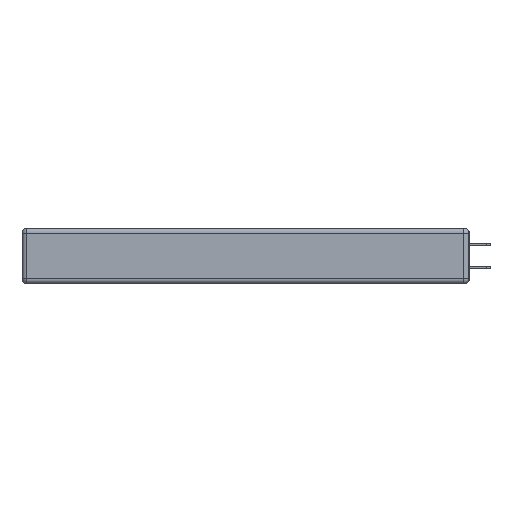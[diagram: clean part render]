
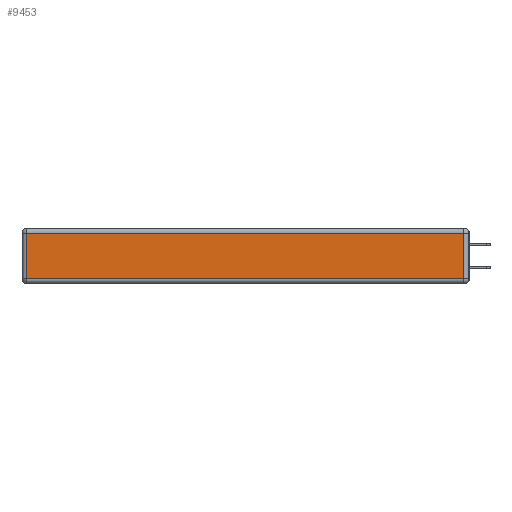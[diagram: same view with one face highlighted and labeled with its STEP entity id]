
A CAD part, left-side view. The second image highlights one B-rep face of the part: STEP entity #9453.
In plain terms, the highlighted planar face has unit normal (-1, 0, 0).
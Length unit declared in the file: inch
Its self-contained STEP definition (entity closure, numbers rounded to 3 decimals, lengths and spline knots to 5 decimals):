
#134 = ORIENTED_EDGE ( 'NONE', *, *, #28856, .T. ) ;
#628 = CARTESIAN_POINT ( 'NONE',  ( 0., 2.72, -0.03 ) ) ;
#2566 = DIRECTION ( 'NONE',  ( 0., 1., 0. ) ) ;
#4759 = VECTOR ( 'NONE', #26031, 39.37008 ) ;
#5651 = ORIENTED_EDGE ( 'NONE', *, *, #28737, .T. ) ;
#5821 = EDGE_LOOP ( 'NONE', ( #134, #21235, #5651, #27900 ) ) ;
#8550 = PLANE ( 'NONE',  #29777 ) ;
#9453 = ADVANCED_FACE ( 'NONE', ( #11056 ), #8550, .T. ) ;
#9875 = CARTESIAN_POINT ( 'NONE',  ( 0., 0., -0.313 ) ) ;
#9929 = VERTEX_POINT ( 'NONE', #26284 ) ;
#11056 = FACE_OUTER_BOUND ( 'NONE', #5821, .T. ) ;
#14836 = VERTEX_POINT ( 'NONE', #628 ) ;
#17030 = CARTESIAN_POINT ( 'NONE',  ( 0., 2.72, -0.343 ) ) ;
#17257 = VECTOR ( 'NONE', #26613, 39.37008 ) ;
#17354 = CARTESIAN_POINT ( 'NONE',  ( 0., 0.03, -0.343 ) ) ;
#17711 = CARTESIAN_POINT ( 'NONE',  ( 0., 0.03, -0.313 ) ) ;
#18006 = EDGE_CURVE ( 'NONE', #21328, #9929, #23411, .T. ) ;
#19978 = DIRECTION ( 'NONE',  ( -1., 0., 0. ) ) ;
#21019 = CARTESIAN_POINT ( 'NONE',  ( 0., 2.75, -0.03 ) ) ;
#21229 = VECTOR ( 'NONE', #21491, 39.37008 ) ;
#21235 = ORIENTED_EDGE ( 'NONE', *, *, #18006, .T. ) ;
#21328 = VERTEX_POINT ( 'NONE', #17711 ) ;
#21491 = DIRECTION ( 'NONE',  ( 0., 0., -1. ) ) ;
#23411 = LINE ( 'NONE', #17354, #17257 ) ;
#23696 = CARTESIAN_POINT ( 'NONE',  ( 0., 2.72, -0.313 ) ) ;
#23786 = VERTEX_POINT ( 'NONE', #23696 ) ;
#24282 = LINE ( 'NONE', #21019, #25735 ) ;
#25360 = LINE ( 'NONE', #9875, #4759 ) ;
#25735 = VECTOR ( 'NONE', #2566, 39.37008 ) ;
#26031 = DIRECTION ( 'NONE',  ( 0., -1., 0. ) ) ;
#26284 = CARTESIAN_POINT ( 'NONE',  ( 0., 0.03, -0.03 ) ) ;
#26613 = DIRECTION ( 'NONE',  ( 0., 0., 1. ) ) ;
#26814 = DIRECTION ( 'NONE',  ( 0., 0., 1. ) ) ;
#27308 = LINE ( 'NONE', #17030, #21229 ) ;
#27900 = ORIENTED_EDGE ( 'NONE', *, *, #27907, .T. ) ;
#27907 = EDGE_CURVE ( 'NONE', #14836, #23786, #27308, .T. ) ;
#28737 = EDGE_CURVE ( 'NONE', #9929, #14836, #24282, .T. ) ;
#28856 = EDGE_CURVE ( 'NONE', #23786, #21328, #25360, .T. ) ;
#29161 = CARTESIAN_POINT ( 'NONE',  ( 0., 0., -0.343 ) ) ;
#29777 = AXIS2_PLACEMENT_3D ( 'NONE', #29161, #19978, #26814 ) ;
